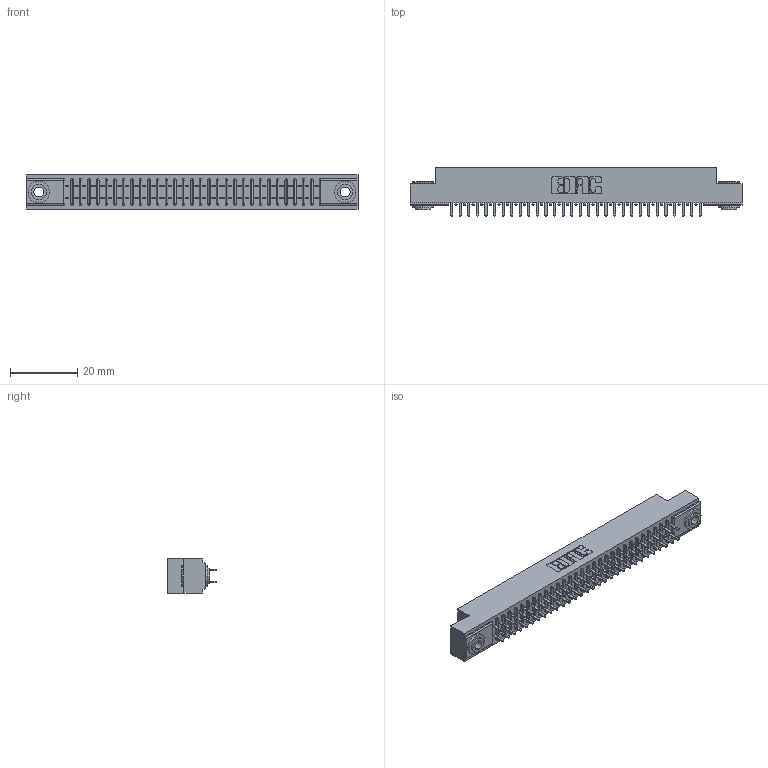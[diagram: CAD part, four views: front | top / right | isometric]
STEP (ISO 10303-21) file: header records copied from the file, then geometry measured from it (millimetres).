
FILE_DESCRIPTION (( 'STEP AP203' ), '1' );
FILE_NAME ('341-060-520-203.STEP', '2018-08-07T17:10:36', ( '' ), ( '' ), 'SwSTEP 2.0', 'SolidWorks 2016', '' );
FILE_SCHEMA (( 'CONFIG_CONTROL_DESIGN' ));
Length unit declared in the file: inch
Products named in the file (4): 341 Part_.156 (3.96) Dia Mounting Holes; 341-292-001_341-292-120; 345-250-002_345-250-002-102; 341-060-520-203
Assembly tree (63 placements, depth 2):
  341-060-520-203
    341 Part_.156 (3.96) Dia Mounting Holes
    341-292-001_341-292-120  x60
    345-250-002_345-250-002-102  x2
Bounding box: 98.42 x 14.27 x 10.16 mm (x, y, z)
Volume: 7261.2 mm3; surface area: 12698.7 mm2
Topology: 63 solids, 63 shells, 4128 faces, 11918 edges, 7718 vertices
Faces by surface type: plane 2492, cylinder 1508, sphere 62, torus 58, cone 8
Entity records: 38970 total; most frequent: CARTESIAN_POINT 6459, ORIENTED_EDGE 6408, DIRECTION 6292, EDGE_CURVE 3204, VECTOR 2566, LINE 2566, VERTEX_POINT 2030, AXIS2_PLACEMENT_3D 1863
